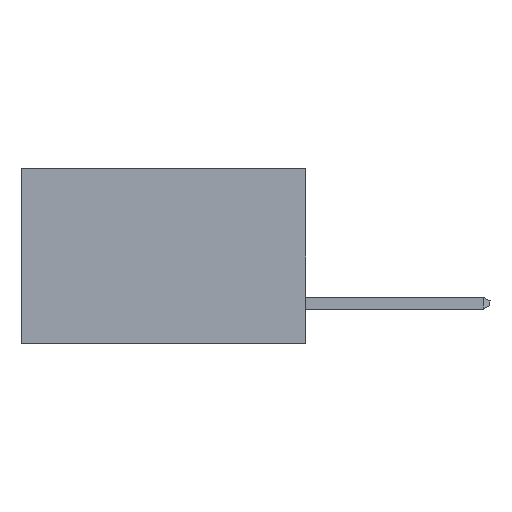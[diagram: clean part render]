
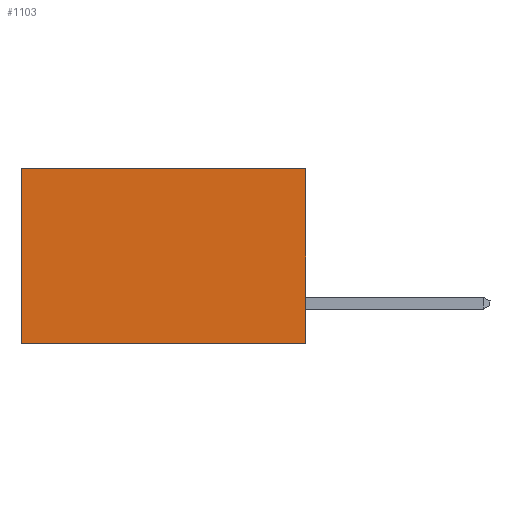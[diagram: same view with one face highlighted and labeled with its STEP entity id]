
A CAD part, left-side view. The second image highlights one B-rep face of the part: STEP entity #1103.
In plain terms, the highlighted planar face has unit normal (-1, 0, 0).
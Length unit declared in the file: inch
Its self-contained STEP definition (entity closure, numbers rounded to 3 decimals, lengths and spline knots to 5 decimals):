
#240 = EDGE_CURVE ( 'NONE', #6584, #7520, #992, .T. ) ;
#551 = DIRECTION ( 'NONE',  ( 0., 0., -1. ) ) ;
#606 = LINE ( 'NONE', #5712, #3050 ) ;
#893 = ORIENTED_EDGE ( 'NONE', *, *, #6932, .F. ) ;
#992 = LINE ( 'NONE', #7853, #7016 ) ;
#1042 = CARTESIAN_POINT ( 'NONE',  ( 0.2615, 0., -0.37 ) ) ;
#1103 = ADVANCED_FACE ( 'NONE', ( #6130 ), #3672, .F. ) ;
#1110 = DIRECTION ( 'NONE',  ( 0., 0., -1. ) ) ;
#1213 = DIRECTION ( 'NONE',  ( 0., 0., -1. ) ) ;
#1663 = DIRECTION ( 'NONE',  ( 1., 0., 0. ) ) ;
#1738 = CARTESIAN_POINT ( 'NONE',  ( 0.2615, 0.6, -0.37 ) ) ;
#1805 = CARTESIAN_POINT ( 'NONE',  ( 0.2615, 0., -0.37 ) ) ;
#1953 = VERTEX_POINT ( 'NONE', #1805 ) ;
#2307 = LINE ( 'NONE', #4221, #7636 ) ;
#2342 = ORIENTED_EDGE ( 'NONE', *, *, #4299, .T. ) ;
#2384 = CARTESIAN_POINT ( 'NONE',  ( 0.2615, 0., 0. ) ) ;
#2963 = CARTESIAN_POINT ( 'NONE',  ( 0.2615, 0., 0. ) ) ;
#3050 = VECTOR ( 'NONE', #1213, 39.37008 ) ;
#3191 = ORIENTED_EDGE ( 'NONE', *, *, #240, .T. ) ;
#3672 = PLANE ( 'NONE',  #7047 ) ;
#4221 = CARTESIAN_POINT ( 'NONE',  ( 0.2615, 0., -0.37 ) ) ;
#4299 = EDGE_CURVE ( 'NONE', #5995, #6584, #7914, .T. ) ;
#4744 = DIRECTION ( 'NONE',  ( 0., 1., 0. ) ) ;
#4865 = ORIENTED_EDGE ( 'NONE', *, *, #5687, .F. ) ;
#4954 = EDGE_LOOP ( 'NONE', ( #3191, #893, #4865, #2342 ) ) ;
#5067 = VECTOR ( 'NONE', #5422, 39.37008 ) ;
#5148 = CARTESIAN_POINT ( 'NONE',  ( 0.2615, 0.6, 0. ) ) ;
#5422 = DIRECTION ( 'NONE',  ( 0., 1., 0. ) ) ;
#5687 = EDGE_CURVE ( 'NONE', #5995, #1953, #606, .T. ) ;
#5712 = CARTESIAN_POINT ( 'NONE',  ( 0.2615, 0., -0.37 ) ) ;
#5995 = VERTEX_POINT ( 'NONE', #2384 ) ;
#6130 = FACE_OUTER_BOUND ( 'NONE', #4954, .T. ) ;
#6584 = VERTEX_POINT ( 'NONE', #5148 ) ;
#6932 = EDGE_CURVE ( 'NONE', #1953, #7520, #2307, .T. ) ;
#7016 = VECTOR ( 'NONE', #1110, 39.37008 ) ;
#7047 = AXIS2_PLACEMENT_3D ( 'NONE', #1042, #1663, #551 ) ;
#7520 = VERTEX_POINT ( 'NONE', #1738 ) ;
#7636 = VECTOR ( 'NONE', #4744, 39.37008 ) ;
#7853 = CARTESIAN_POINT ( 'NONE',  ( 0.2615, 0.6, -0.37 ) ) ;
#7914 = LINE ( 'NONE', #2963, #5067 ) ;
